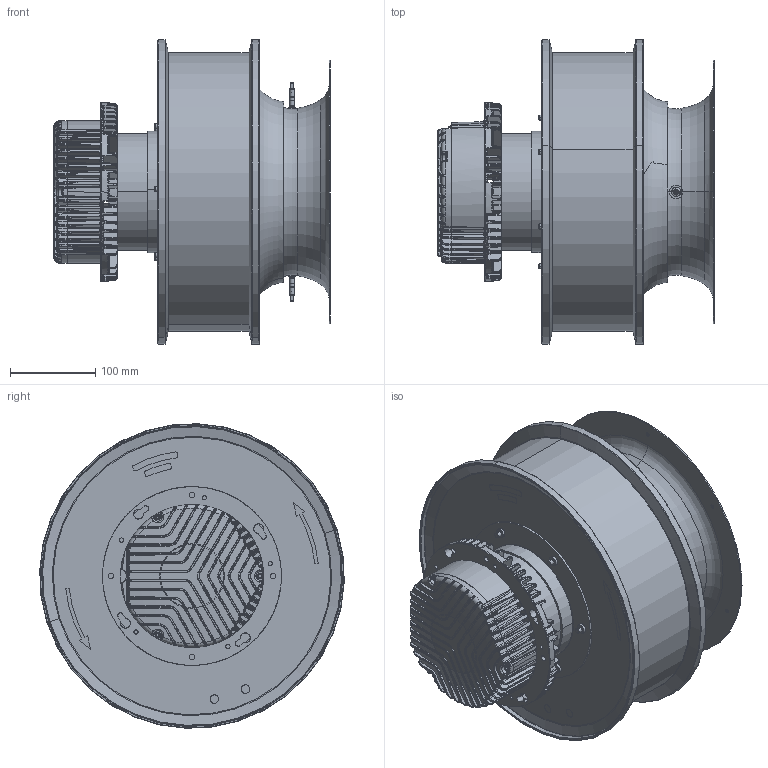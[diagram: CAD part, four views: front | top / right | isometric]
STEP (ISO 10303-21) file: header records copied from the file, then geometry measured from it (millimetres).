
FILE_DESCRIPTION((''),'2;1');
FILE_NAME('1171064_ASM','2023-08-08T09:10:46',('mkulawiak'),(''),'CREO PARAMETRIC BY PTC INC, 2022014','CREO PARAMETRIC BY PTC INC, 2022014','');
FILE_SCHEMA(('CONFIG_CONTROL_DESIGN'));
Length unit declared in the file: millimetre
Products named in the file (8): 1199862; 1163560; 1166271; 1195166; 1173619; 1173620; 1111787; 1171064_ASM
Assembly tree (15 placements, depth 2):
  1171064_ASM
    1199862
    1163560
    1166271
    1195166  x6
    1173619  x2
    1173620  x2
    1111787  x2
Bounding box: 324.9 x 357.74 x 357.74 mm (x, y, z)
Volume: 9886484.4 mm3; surface area: 802407 mm2
Topology: 15 solids, 26 shells, 4674 faces, 13551 edges, 8635 vertices
Faces by surface type: cylinder 1655, plane 1079, bspline 906, torus 710, cone 268, sphere 48, extrusion 8
Entity records: 216394 total; most frequent: CARTESIAN_POINT 117649, ORIENTED_EDGE 21644, DIRECTION 17970, EDGE_CURVE 12152, VERTEX_POINT 7741, AXIS2_PLACEMENT_3D 7305, B_SPLINE_CURVE_WITH_KNOTS 4789, EDGE_LOOP 4282
